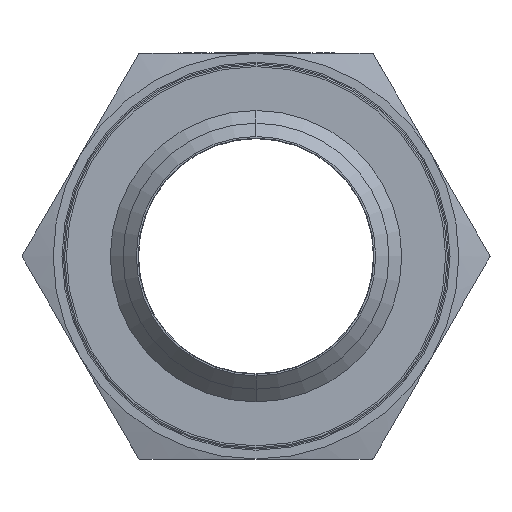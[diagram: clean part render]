
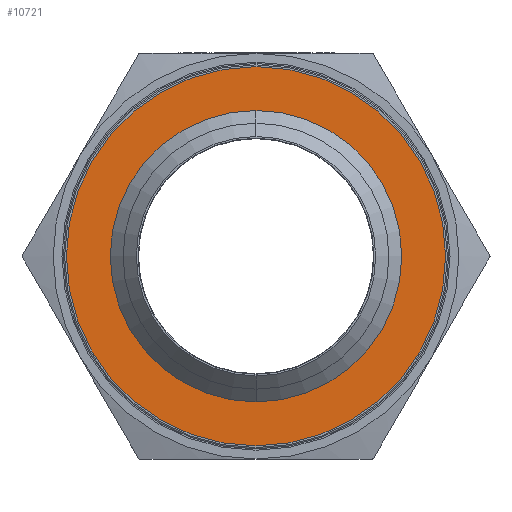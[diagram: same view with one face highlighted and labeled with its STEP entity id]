
A CAD part, left-side view. The second image highlights one B-rep face of the part: STEP entity #10721.
In plain terms, the highlighted planar face has unit normal (-1, 0, 0).
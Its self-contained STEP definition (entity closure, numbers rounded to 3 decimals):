
#237 = CARTESIAN_POINT ( 'NONE',  ( -13.55, 0., -43. ) ) ;
#265 = CARTESIAN_POINT ( 'NONE',  ( -13.55, 0., 0. ) ) ;
#371 = CARTESIAN_POINT ( 'NONE',  ( -13.55, 0., 0. ) ) ;
#1585 = DIRECTION ( 'NONE',  ( 0., 0., 1. ) ) ;
#1753 = EDGE_CURVE ( 'NONE', #11906, #12530, #13837, .T. ) ;
#2350 = FACE_OUTER_BOUND ( 'NONE', #11914, .T. ) ;
#2975 = AXIS2_PLACEMENT_3D ( 'NONE', #5480, #3190, #4421 ) ;
#3157 = CIRCLE ( 'NONE', #11361, 43. ) ;
#3190 = DIRECTION ( 'NONE',  ( -1., 0., 0. ) ) ;
#4163 = DIRECTION ( 'NONE',  ( -1., 0., 0. ) ) ;
#4421 = DIRECTION ( 'NONE',  ( 0., -1., 0. ) ) ;
#5190 = DIRECTION ( 'NONE',  ( 1., 0., 0. ) ) ;
#5253 = CARTESIAN_POINT ( 'NONE',  ( -13.55, 0., -33.05 ) ) ;
#5480 = CARTESIAN_POINT ( 'NONE',  ( -13.55, 0., 0. ) ) ;
#5922 = CARTESIAN_POINT ( 'NONE',  ( -13.55, 0., 33.05 ) ) ;
#6237 = VERTEX_POINT ( 'NONE', #237 ) ;
#6258 = DIRECTION ( 'NONE',  ( 0., 0., 1. ) ) ;
#6376 = EDGE_LOOP ( 'NONE', ( #8812, #8221 ) ) ;
#6654 = EDGE_CURVE ( 'NONE', #12530, #11906, #7007, .T. ) ;
#6762 = CARTESIAN_POINT ( 'NONE',  ( -13.55, 0., 43. ) ) ;
#6875 = FACE_BOUND ( 'NONE', #6376, .T. ) ;
#7007 = CIRCLE ( 'NONE', #12786, 33.05 ) ;
#7264 = DIRECTION ( 'NONE',  ( 0., 0., 1. ) ) ;
#7539 = AXIS2_PLACEMENT_3D ( 'NONE', #11302, #4163, #1585 ) ;
#8221 = ORIENTED_EDGE ( 'NONE', *, *, #6654, .T. ) ;
#8340 = ORIENTED_EDGE ( 'NONE', *, *, #8934, .T. ) ;
#8812 = ORIENTED_EDGE ( 'NONE', *, *, #1753, .T. ) ;
#8934 = EDGE_CURVE ( 'NONE', #13871, #6237, #3157, .T. ) ;
#9157 = PLANE ( 'NONE',  #2975 ) ;
#10721 = ADVANCED_FACE ( 'NONE', ( #6875, #2350 ), #9157, .T. ) ;
#10863 = DIRECTION ( 'NONE',  ( -1., 0., 0. ) ) ;
#11302 = CARTESIAN_POINT ( 'NONE',  ( -13.55, 0., 0. ) ) ;
#11361 = AXIS2_PLACEMENT_3D ( 'NONE', #12059, #10863, #7264 ) ;
#11710 = AXIS2_PLACEMENT_3D ( 'NONE', #265, #13306, #12176 ) ;
#11906 = VERTEX_POINT ( 'NONE', #5922 ) ;
#11914 = EDGE_LOOP ( 'NONE', ( #8340, #12706 ) ) ;
#12059 = CARTESIAN_POINT ( 'NONE',  ( -13.55, 0., 0. ) ) ;
#12085 = EDGE_CURVE ( 'NONE', #6237, #13871, #13546, .T. ) ;
#12176 = DIRECTION ( 'NONE',  ( 0., 0., 1. ) ) ;
#12530 = VERTEX_POINT ( 'NONE', #5253 ) ;
#12706 = ORIENTED_EDGE ( 'NONE', *, *, #12085, .T. ) ;
#12786 = AXIS2_PLACEMENT_3D ( 'NONE', #371, #5190, #6258 ) ;
#13306 = DIRECTION ( 'NONE',  ( 1., 0., 0. ) ) ;
#13546 = CIRCLE ( 'NONE', #7539, 43. ) ;
#13837 = CIRCLE ( 'NONE', #11710, 33.05 ) ;
#13871 = VERTEX_POINT ( 'NONE', #6762 ) ;
